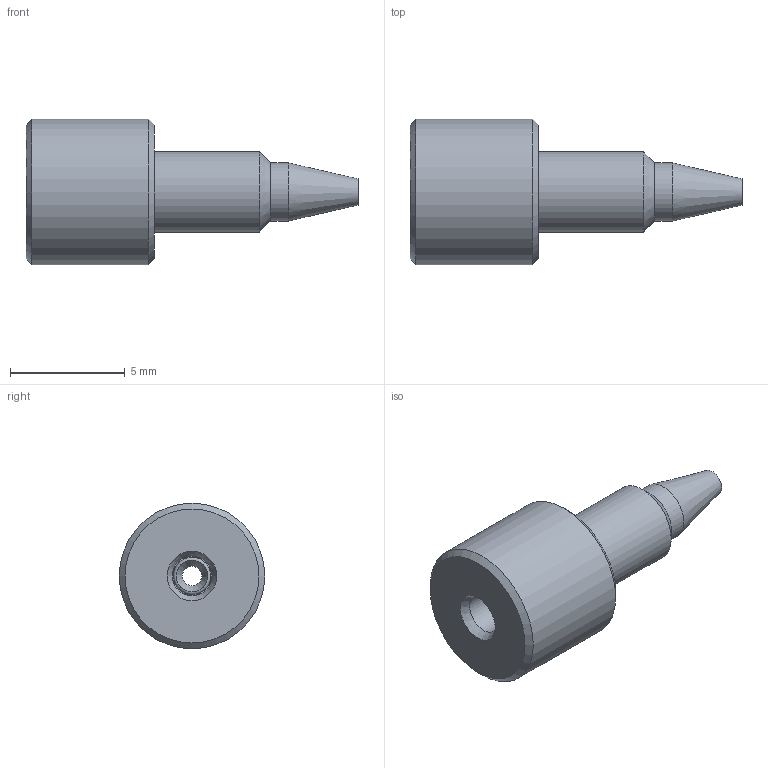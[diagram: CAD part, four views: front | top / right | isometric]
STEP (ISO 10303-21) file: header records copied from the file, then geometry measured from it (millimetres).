
FILE_DESCRIPTION((''),'2;1');
FILE_NAME('313179.stp','2012-10-03T14:56:05',('Franzp'),(''),'Autodesk Inventor 2011','Autodesk Inventor 2011','');
FILE_SCHEMA(('AUTOMOTIVE_DESIGN { 1 0 10303 214 1 1 1 1 }'));
Length unit declared in the file: millimetre
Products named in the file (3): 313179; 313178
Assembly tree (2 placements, depth 2):
  313179
    313178
    313179
Bounding box: 14.48 x 6.35 x 6.35 mm (x, y, z)
Volume: 210.7 mm3; surface area: 324.9 mm2
Topology: 2 solids, 2 shells, 24 faces, 41 edges, 25 vertices
Faces by surface type: cylinder 8, plane 8, cone 6, torus 2
Full cylindrical faces by diameter (mm): 0.851 x1, 1.473 x1, 1.549 x1, 1.626 x1, 1.727 x1, 2.54 x1, 3.505 x1, 6.35 x1
Entity records: 582 total; most frequent: DIRECTION 106, CARTESIAN_POINT 77, AXIS2_PLACEMENT_3D 53, ORIENTED_EDGE 48, EDGE_LOOP 48, VERTEX_POINT 24, CIRCLE 24, EDGE_CURVE 24
